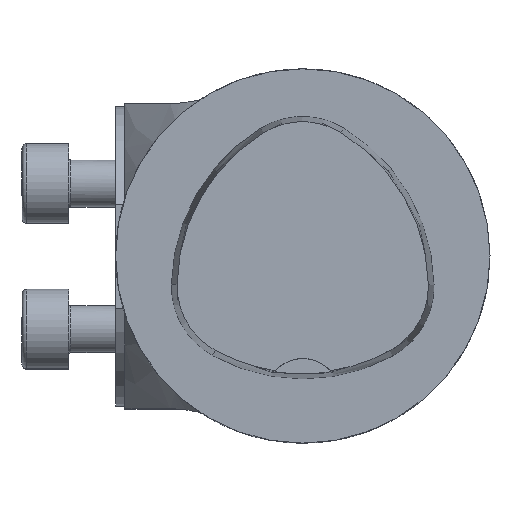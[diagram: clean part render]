
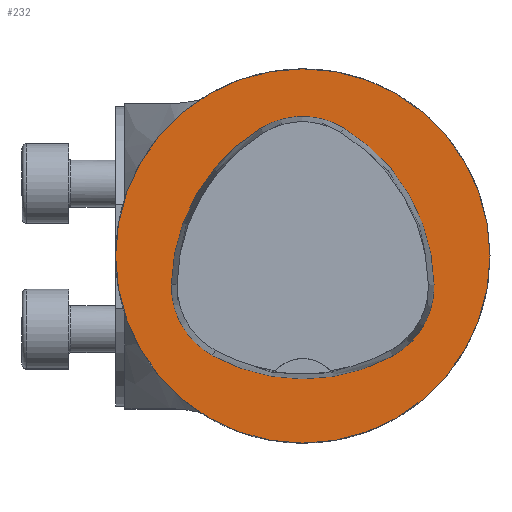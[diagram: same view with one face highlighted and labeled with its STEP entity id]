
A CAD part, top view. The second image highlights one B-rep face of the part: STEP entity #232.
In plain terms, the highlighted planar face has unit normal (0, 0, 1).
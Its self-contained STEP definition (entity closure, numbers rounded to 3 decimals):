
#43=FACE_BOUND('',#345,.T.);
#44=FACE_BOUND('',#346,.T.);
#232=ADVANCED_FACE('',(#43,#44),#282,.T.);
#282=PLANE('',#950);
#345=EDGE_LOOP('',(#476,#477,#478,#479,#480,#481));
#346=EDGE_LOOP('',(#482));
#476=ORIENTED_EDGE('',*,*,#748,.T.);
#477=ORIENTED_EDGE('',*,*,#746,.T.);
#478=ORIENTED_EDGE('',*,*,#744,.T.);
#479=ORIENTED_EDGE('',*,*,#742,.T.);
#480=ORIENTED_EDGE('',*,*,#740,.T.);
#481=ORIENTED_EDGE('',*,*,#738,.T.);
#482=ORIENTED_EDGE('',*,*,#763,.F.);
#652=VERTEX_POINT('',#1336);
#653=VERTEX_POINT('',#1338);
#654=VERTEX_POINT('',#1342);
#655=VERTEX_POINT('',#1346);
#656=VERTEX_POINT('',#1350);
#657=VERTEX_POINT('',#1354);
#670=VERTEX_POINT('',#1405);
#738=EDGE_CURVE('',#653,#652,#847,.T.);
#740=EDGE_CURVE('',#654,#653,#848,.T.);
#742=EDGE_CURVE('',#655,#654,#849,.T.);
#744=EDGE_CURVE('',#656,#655,#850,.T.);
#746=EDGE_CURVE('',#657,#656,#851,.T.);
#748=EDGE_CURVE('',#652,#657,#852,.T.);
#763=EDGE_CURVE('',#670,#670,#853,.T.);
#847=CIRCLE('',#929,20.);
#848=CIRCLE('',#931,8.5);
#849=CIRCLE('',#933,20.);
#850=CIRCLE('',#935,8.5);
#851=CIRCLE('',#937,20.);
#852=CIRCLE('',#939,8.5);
#853=CIRCLE('',#949,20.);
#929=AXIS2_PLACEMENT_3D('',#1337,#1065,#1066);
#931=AXIS2_PLACEMENT_3D('',#1341,#1070,#1071);
#933=AXIS2_PLACEMENT_3D('',#1345,#1075,#1076);
#935=AXIS2_PLACEMENT_3D('',#1349,#1080,#1081);
#937=AXIS2_PLACEMENT_3D('',#1353,#1085,#1086);
#939=AXIS2_PLACEMENT_3D('',#1357,#1090,#1091);
#949=AXIS2_PLACEMENT_3D('',#1404,#1115,#1116);
#950=AXIS2_PLACEMENT_3D('',#1406,#1117,#1118);
#1065=DIRECTION('',(0.,0.,-1.));
#1066=DIRECTION('',(-1.,0.,0.));
#1070=DIRECTION('',(0.,0.,-1.));
#1071=DIRECTION('',(-1.,0.,0.));
#1075=DIRECTION('',(0.,0.,-1.));
#1076=DIRECTION('',(-1.,0.,0.));
#1080=DIRECTION('',(0.,0.,-1.));
#1081=DIRECTION('',(-1.,0.,0.));
#1085=DIRECTION('',(0.,0.,-1.));
#1086=DIRECTION('',(-1.,0.,0.));
#1090=DIRECTION('',(0.,0.,-1.));
#1091=DIRECTION('',(-1.,0.,0.));
#1115=DIRECTION('',(0.,0.,-1.));
#1116=DIRECTION('',(-1.,0.,0.));
#1117=DIRECTION('',(0.,0.,1.));
#1118=DIRECTION('',(1.,0.,0.));
#1336=CARTESIAN_POINT('',(-9.655,-10.639,0.));
#1337=CARTESIAN_POINT('',(0.022,6.864,0.));
#1338=CARTESIAN_POINT('',(9.588,-10.699,0.));
#1341=CARTESIAN_POINT('',(5.522,-3.235,0.));
#1342=CARTESIAN_POINT('',(14.021,-3.075,0.));
#1345=CARTESIAN_POINT('',(-5.976,-3.45,0.));
#1346=CARTESIAN_POINT('',(4.347,13.68,0.));
#1349=CARTESIAN_POINT('',(-0.04,6.4,0.));
#1350=CARTESIAN_POINT('',(-4.472,13.653,0.));
#1353=CARTESIAN_POINT('',(5.955,-3.414,0.));
#1354=CARTESIAN_POINT('',(-14.041,-3.042,0.));
#1357=CARTESIAN_POINT('',(-5.543,-3.2,0.));
#1404=CARTESIAN_POINT('',(0.,0.,0.));
#1405=CARTESIAN_POINT('',(-20.,0.,0.));
#1406=CARTESIAN_POINT('',(0.,0.,0.));
